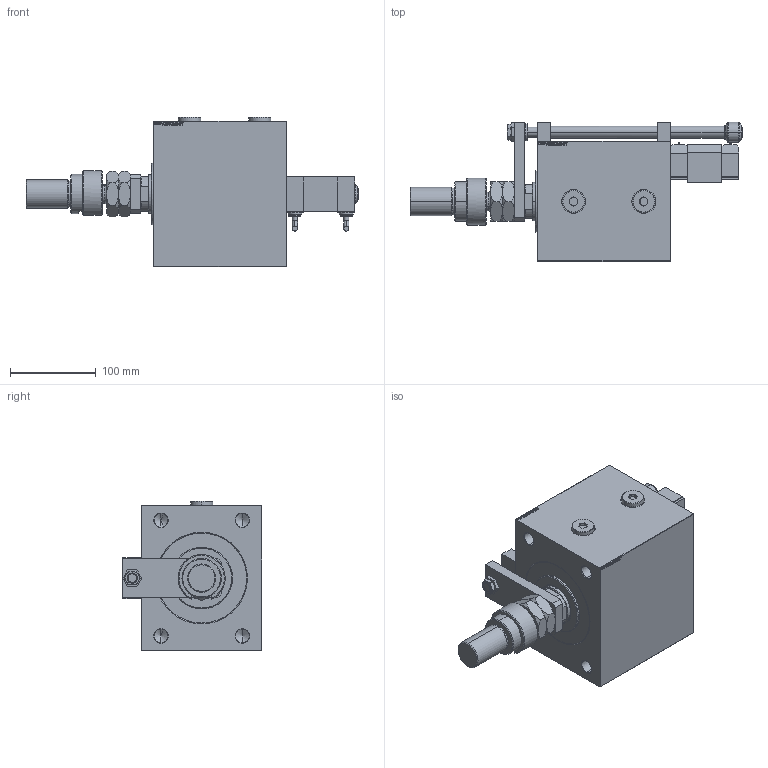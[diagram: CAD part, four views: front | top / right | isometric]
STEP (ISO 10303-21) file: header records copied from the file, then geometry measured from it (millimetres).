
FILE_DESCRIPTION (( 'STEP AP203' ), '1' );
FILE_NAME ('2acb.STEP', '2024-02-11T23:40:10', ( '' ), ( '' ), 'SwSTEP 2.0', 'SolidWorks 2019', '' );
FILE_SCHEMA (( 'CONFIG_CONTROL_DESIGN' ));
Length unit declared in the file: millimetre
Products named in the file (17): V450CM_B_VCP 105fa8e6bc4e5e3aeb22120a9f3f941c; NUT_D16 105fa8e6bc4e5e3aeb22120a9f3f941c; V450CM_VC_B 105fa8e6bc4e5e3aeb22120a9f3f941c; Zatka_OIL_PORT 105fa8e6bc4e5e3aeb22120a9f3f941c; NUT_D19_P 105fa8e6bc4e5e3aeb22120a9f3f941c; TYC_P 105fa8e6bc4e5e3aeb22120a9f3f941c; SWITCH P 105fa8e6bc4e5e3aeb22120a9f3f941c; SWITCH_P_FRONT_BACK 105fa8e6bc4e5e3aeb22120a9f3f941c; ZARAZKA_P 105fa8e6bc4e5e3aeb22120a9f3f941c; MFA 105fa8e6bc4e5e3aeb22120a9f3f941c; 2acb; P_V_Z_DFA 105fa8e6bc4e5e3aeb22120a9f3f941c; SWITCH DIM W_B 105fa8e6bc4e5e3aeb22120a9f3f941c; FEMALE_PART_FOR_DFA 105fa8e6bc4e5e3aeb22120a9f3f941c; MIDDLE 105fa8e6bc4e5e3aeb22120a9f3f941c; V450CM_B_Body 105fa8e6bc4e5e3aeb22120a9f3f941c; KROUZEK_PRO_TYC 105fa8e6bc4e5e3aeb22120a9f3f941c
Assembly tree (19 placements, depth 3):
  2acb
    V450CM_B_Body 105fa8e6bc4e5e3aeb22120a9f3f941c
    V450CM_B_VCP 105fa8e6bc4e5e3aeb22120a9f3f941c
    V450CM_VC_B 105fa8e6bc4e5e3aeb22120a9f3f941c
    NUT_D16 105fa8e6bc4e5e3aeb22120a9f3f941c
    NUT_D19_P 105fa8e6bc4e5e3aeb22120a9f3f941c
    SWITCH DIM W_B 105fa8e6bc4e5e3aeb22120a9f3f941c
    ZARAZKA_P 105fa8e6bc4e5e3aeb22120a9f3f941c
    TYC_P 105fa8e6bc4e5e3aeb22120a9f3f941c
    SWITCH_P_FRONT_BACK 105fa8e6bc4e5e3aeb22120a9f3f941c  x2
    SWITCH P 105fa8e6bc4e5e3aeb22120a9f3f941c  x2
    MIDDLE 105fa8e6bc4e5e3aeb22120a9f3f941c
    KROUZEK_PRO_TYC 105fa8e6bc4e5e3aeb22120a9f3f941c
    P_V_Z_DFA 105fa8e6bc4e5e3aeb22120a9f3f941c
      FEMALE_PART_FOR_DFA 105fa8e6bc4e5e3aeb22120a9f3f941c
      MFA 105fa8e6bc4e5e3aeb22120a9f3f941c
    Zatka_OIL_PORT 105fa8e6bc4e5e3aeb22120a9f3f941c  x2
Bounding box: 387.6 x 162.5 x 174.9 mm (x, y, z)
Volume: 3719648.6 mm3; surface area: 372606.1 mm2
Topology: 18 solids, 18 shells, 1248 faces, 3068 edges, 1976 vertices
Faces by surface type: plane 576, bspline 380, cylinder 143, cone 113, torus 36
Entity records: 54296 total; most frequent: CARTESIAN_POINT 27296, ORIENTED_EDGE 5724, DIRECTION 4009, EDGE_CURVE 2862, VERTEX_POINT 1856, VECTOR 1615, LINE 1615, EDGE_LOOP 1322
